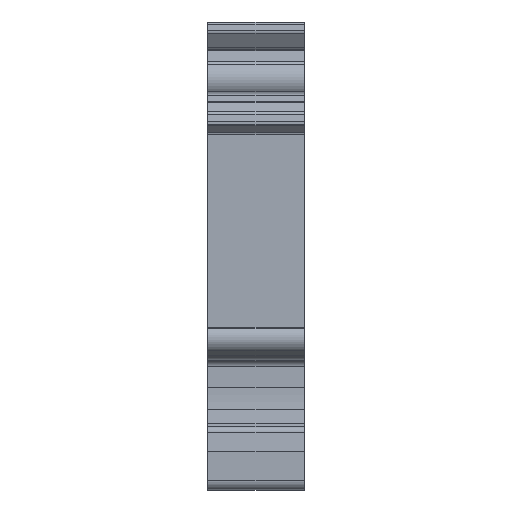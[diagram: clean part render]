
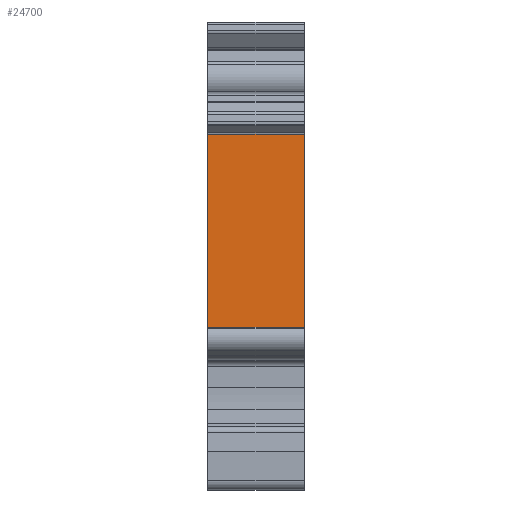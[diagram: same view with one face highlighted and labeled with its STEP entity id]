
A CAD part, left-side view. The second image highlights one B-rep face of the part: STEP entity #24700.
In plain terms, the highlighted planar face has unit normal (-1, 0, 0).
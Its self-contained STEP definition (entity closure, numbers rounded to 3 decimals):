
#1733 = DIRECTION ( 'NONE',  ( 0., 0., 1. ) ) ;
#1797 = ORIENTED_EDGE ( 'NONE', *, *, #24959, .T. ) ;
#2484 = VECTOR ( 'NONE', #1733, 1000. ) ;
#2528 = LINE ( 'NONE', #35035, #8429 ) ;
#2561 = CARTESIAN_POINT ( 'NONE',  ( -51.7, 10., 29.588 ) ) ;
#2625 = VERTEX_POINT ( 'NONE', #2561 ) ;
#6186 = DIRECTION ( 'NONE',  ( 0., 0., 1. ) ) ;
#7999 = ORIENTED_EDGE ( 'NONE', *, *, #36759, .F. ) ;
#8429 = VECTOR ( 'NONE', #11455, 1000. ) ;
#11033 = VERTEX_POINT ( 'NONE', #25983 ) ;
#11455 = DIRECTION ( 'NONE',  ( 0., -1., 0. ) ) ;
#11563 = CARTESIAN_POINT ( 'NONE',  ( -51.7, 10., 9.575 ) ) ;
#12297 = PLANE ( 'NONE',  #17073 ) ;
#12679 = DIRECTION ( 'NONE',  ( 0., -1., 0. ) ) ;
#13549 = LINE ( 'NONE', #30688, #2484 ) ;
#14890 = ORIENTED_EDGE ( 'NONE', *, *, #22859, .T. ) ;
#15365 = DIRECTION ( 'NONE',  ( 1., 0., 0. ) ) ;
#15884 = VECTOR ( 'NONE', #23851, 1000. ) ;
#16769 = EDGE_CURVE ( 'NONE', #2625, #11033, #2528, .T. ) ;
#17073 = AXIS2_PLACEMENT_3D ( 'NONE', #18191, #15365, #12679 ) ;
#18191 = CARTESIAN_POINT ( 'NONE',  ( -51.7, 9.95, 9.575 ) ) ;
#21378 = CARTESIAN_POINT ( 'NONE',  ( -51.7, 9.95, 9.575 ) ) ;
#22770 = CARTESIAN_POINT ( 'NONE',  ( -51.7, 0., 9.575 ) ) ;
#22859 = EDGE_CURVE ( 'NONE', #30217, #11033, #34366, .T. ) ;
#23106 = CARTESIAN_POINT ( 'NONE',  ( -51.7, 0., 9.575 ) ) ;
#23851 = DIRECTION ( 'NONE',  ( 0., -1., 0. ) ) ;
#24571 = EDGE_LOOP ( 'NONE', ( #14890, #35529, #7999, #1797 ) ) ;
#24700 = ADVANCED_FACE ( 'NONE', ( #35708 ), #12297, .F. ) ;
#24959 = EDGE_CURVE ( 'NONE', #35231, #30217, #29789, .T. ) ;
#25983 = CARTESIAN_POINT ( 'NONE',  ( -51.7, 0., 29.588 ) ) ;
#29789 = LINE ( 'NONE', #21378, #15884 ) ;
#30217 = VERTEX_POINT ( 'NONE', #23106 ) ;
#30688 = CARTESIAN_POINT ( 'NONE',  ( -51.7, 10., 9.575 ) ) ;
#34366 = LINE ( 'NONE', #22770, #34695 ) ;
#34695 = VECTOR ( 'NONE', #6186, 1000. ) ;
#35035 = CARTESIAN_POINT ( 'NONE',  ( -51.7, 9.95, 29.588 ) ) ;
#35231 = VERTEX_POINT ( 'NONE', #11563 ) ;
#35529 = ORIENTED_EDGE ( 'NONE', *, *, #16769, .F. ) ;
#35708 = FACE_OUTER_BOUND ( 'NONE', #24571, .T. ) ;
#36759 = EDGE_CURVE ( 'NONE', #35231, #2625, #13549, .T. ) ;
